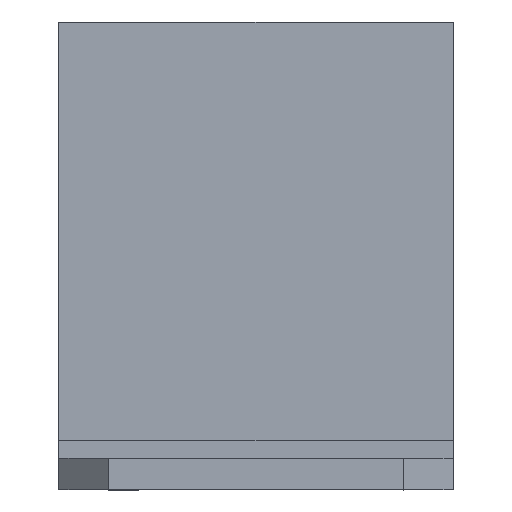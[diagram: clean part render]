
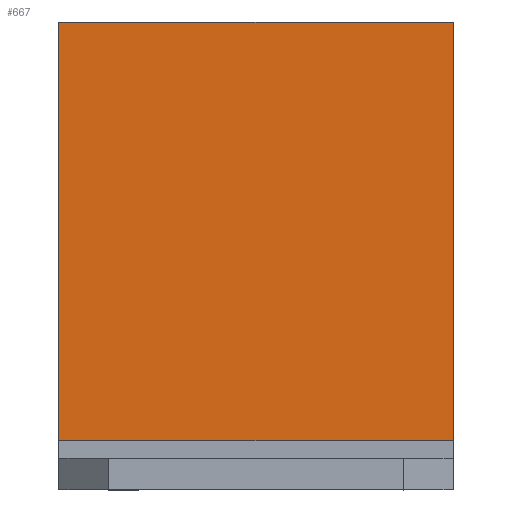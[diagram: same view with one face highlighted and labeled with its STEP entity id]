
A CAD part, front view. The second image highlights one B-rep face of the part: STEP entity #667.
In plain terms, the highlighted planar face has unit normal (0, -1, 0).
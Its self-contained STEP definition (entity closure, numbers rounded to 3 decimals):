
#445=EDGE_CURVE('',#933,#971,#1133,.T.);
#491=EDGE_CURVE('',#915,#933,#1183,.T.);
#553=VERTEX_POINT('',#1261);
#629=EDGE_CURVE('',#553,#971,#1340,.T.);
#633=EDGE_CURVE('',#553,#915,#1344,.T.);
#667=ADVANCED_FACE('',(#1382),#1383,.T.);
#915=VERTEX_POINT('',#1662);
#933=VERTEX_POINT('',#1681);
#971=VERTEX_POINT('',#1724);
#1133=LINE('',#1923,#1924);
#1183=LINE('',#1996,#1997);
#1261=CARTESIAN_POINT('',(-200.0,-60.5,475.));
#1340=LINE('',#2215,#2216);
#1344=LINE('',#2221,#2222);
#1382=FACE_OUTER_BOUND('',#2273,.T.);
#1383=PLANE('',#2274);
#1662=CARTESIAN_POINT('',(-200.0,-60.5,50.));
#1681=CARTESIAN_POINT('',(200.0,-60.5,50.));
#1724=CARTESIAN_POINT('',(200.0,-60.5,475.));
#1923=CARTESIAN_POINT('',(200.0,-60.5,475.));
#1924=VECTOR('',#2905,1.0);
#1996=CARTESIAN_POINT('',(0.,-60.5,50.));
#1997=VECTOR('',#2973,1.0);
#2215=CARTESIAN_POINT('',(0.,-60.5,475.));
#2216=VECTOR('',#3136,1.0);
#2221=CARTESIAN_POINT('',(-200.0,-60.5,475.));
#2222=VECTOR('',#3137,1.0);
#2273=EDGE_LOOP('',(#3172,#3173,#3174,#3175));
#2274=AXIS2_PLACEMENT_3D('',#3176,#3177,#3178);
#2905=DIRECTION('',(0.,0.,1.0));
#2973=DIRECTION('',(1.0,0.,0.));
#3136=DIRECTION('',(1.0,0.,0.));
#3137=DIRECTION('',(0.,0.,-1.0));
#3172=ORIENTED_EDGE('',*,*,#445,.T.);
#3173=ORIENTED_EDGE('',*,*,#629,.F.);
#3174=ORIENTED_EDGE('',*,*,#633,.T.);
#3175=ORIENTED_EDGE('',*,*,#491,.T.);
#3176=CARTESIAN_POINT('',(0.,-60.5,50.));
#3177=DIRECTION('',(0.,-1.0,0.0));
#3178=DIRECTION('',(1.0,0.,0.));
